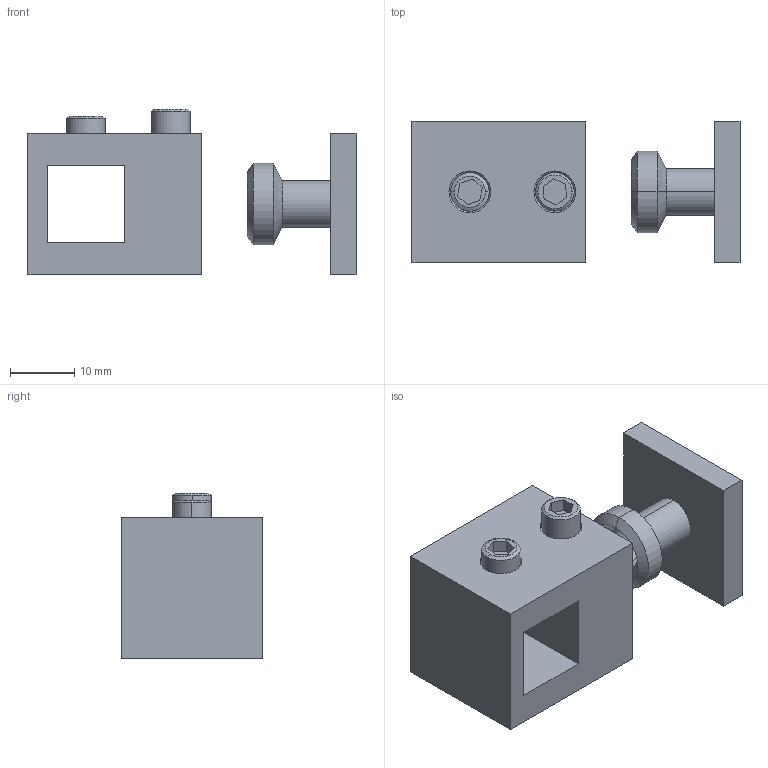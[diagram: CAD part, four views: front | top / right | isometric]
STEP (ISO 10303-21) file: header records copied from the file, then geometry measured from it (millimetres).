
FILE_DESCRIPTION (( 'STEP AP203' ), '1' );
FILE_NAME ('3D_GT3574 Flach x 12_188734360.STEP', '2024-10-22T06:09:51', ( '' ), ( '' ), 'SwSTEP 2.0', 'SolidWorks 2023', '' );
FILE_SCHEMA (( 'CONFIG_CONTROL_DESIGN' ));
Length unit declared in the file: millimetre
Products named in the file (1): 3D_GT3574 Flach x 12_188734360
Bounding box: 51 x 22 x 25.73 mm (x, y, z)
Volume: 10180 mm3; surface area: 7204.4 mm2
Topology: 3 solids, 3 shells, 75 faces, 170 edges, 105 vertices
Faces by surface type: plane 40, cone 18, cylinder 17
Entity records: 2196 total; most frequent: CARTESIAN_POINT 394, DIRECTION 365, ORIENTED_EDGE 340, EDGE_CURVE 170, AXIS2_PLACEMENT_3D 122, VECTOR 121, LINE 121, VERTEX_POINT 105
